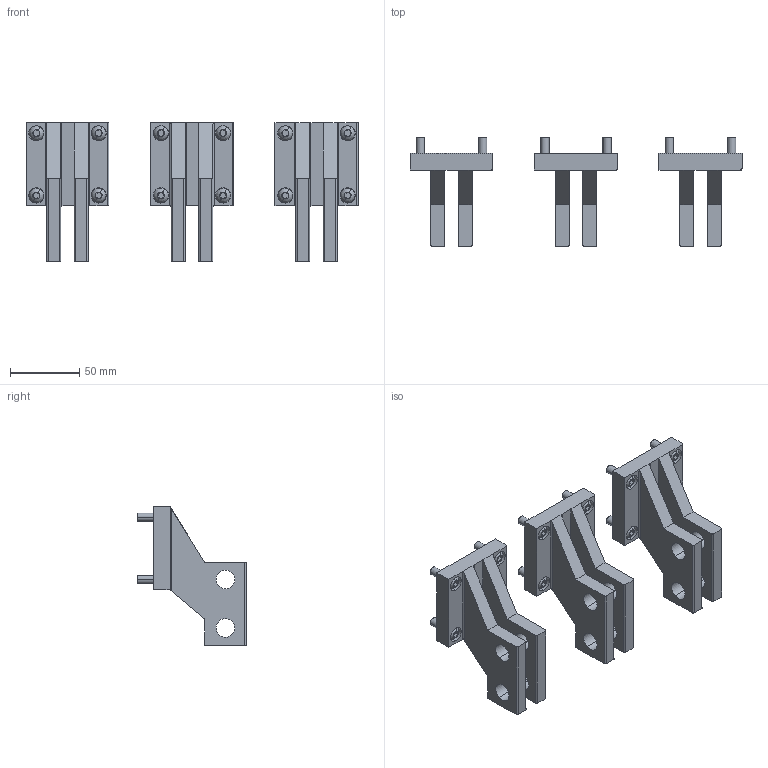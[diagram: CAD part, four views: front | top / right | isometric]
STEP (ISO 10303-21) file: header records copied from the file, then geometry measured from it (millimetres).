
FILE_DESCRIPTION(('CATIA V5 STEP'),'2;1');
FILE_NAME('1SDH001252R0116_1PA_001_00_E2.2_III_W_TERMINALS_SVR_LOWER_2500A.stp','2014-03-07T07:12:37+00:00',('none'),('none'),'CATIA Version 5 Release 20 SP 1 (IN-10)','CATIA V5 STEP AP214','none');
FILE_SCHEMA(('AUTOMOTIVE_DESIGN { 1 0 10303 214 1 1 1 1 }'));
Length unit declared in the file: millimetre
Products named in the file (1): 1SDH001252R0116_1PA_001_00_E2.2_III_W_TERMINALS_SVR_LOWER_2500A
Bounding box: 240 x 78.4 x 100 mm (x, y, z)
Volume: 295781.8 mm3; surface area: 88298.5 mm2
Topology: 15 solids, 15 shells, 396 faces, 936 edges, 606 vertices
Faces by surface type: plane 204, cylinder 144, revolution 24, torus 24
Entity records: 11119 total; most frequent: CARTESIAN_POINT 2281, ORIENTED_EDGE 1872, DIRECTION 1464, EDGE_CURVE 936, AXIS2_PLACEMENT_3D 616, VERTEX_POINT 606, VECTOR 552, LINE 552
